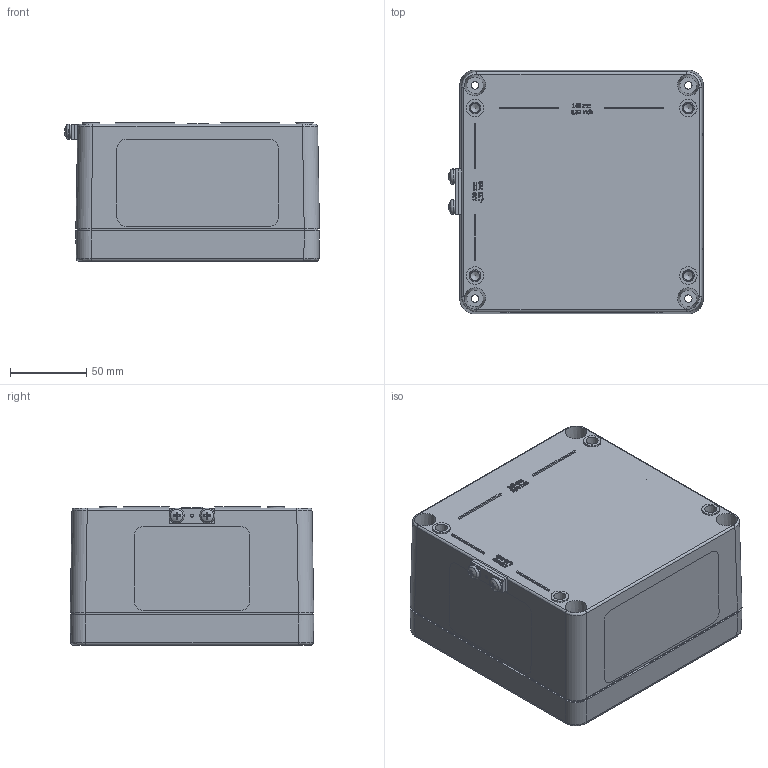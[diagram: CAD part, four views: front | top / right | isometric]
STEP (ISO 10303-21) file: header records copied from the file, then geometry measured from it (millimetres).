
FILE_DESCRIPTION((''),'2;1');
FILE_NAME('MBA Ex- 161690.stp','2011-12-21T13:30:18',('stefan.grimm'),(''),'Autodesk Inventor 2012','Autodesk Inventor 2012','');
FILE_SCHEMA(('AUTOMOTIVE_DESIGN { 1 0 10303 214 1 1 1 1 }'));
Length unit declared in the file: millimetre
Products named in the file (8): MBA Ex- 161690; MBA UT-161690 Aussenerde; OT-161690; Aussenerde m5 2; Aussenerde groß; AS 1968 5; NF EN 28744 - ersetzt durch NF EN ISO 8744 2 x 8; AS 1427 H - Metrisch M5 x 16
Assembly tree (10 placements, depth 3):
  MBA Ex- 161690
    MBA UT-161690 Aussenerde
    OT-161690
    Aussenerde m5 2
      Aussenerde groß  x2
      AS 1968 5  x2
      NF EN 28744 - ersetzt durch NF EN ISO 8744 2 x 8
      AS 1427 H - Metrisch M5 x 16  x2
Bounding box: 167.42 x 160 x 91 mm (x, y, z)
Volume: 566371.9 mm3; surface area: 232099.7 mm2
Topology: 9 solids, 9 shells, 988 faces, 2533 edges, 1643 vertices
Faces by surface type: plane 440, bspline 281, cylinder 157, cone 91, torus 14, sphere 5
Full cylindrical faces by diameter (mm): 2 x3, 3 x4, 4.134 x2, 4.51 x2, 4.917 x11, 5 x2, 5.5 x8, 6 x4, 11 x4, 14 x4
Entity records: 37339 total; most frequent: CARTESIAN_POINT 16332, ORIENTED_EDGE 4528, DIRECTION 3539, EDGE_CURVE 2264, VERTEX_POINT 1523, VECTOR 1263, LINE 1263, EDGE_LOOP 1163
